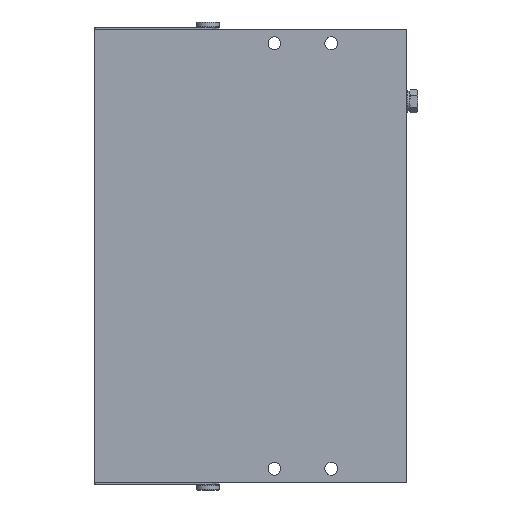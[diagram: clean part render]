
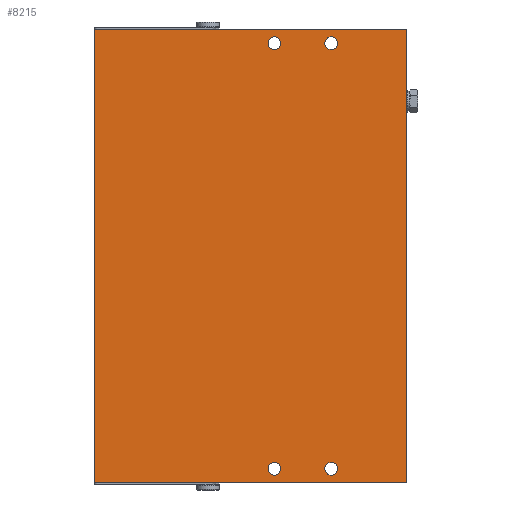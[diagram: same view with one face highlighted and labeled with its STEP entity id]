
A CAD part, front view. The second image highlights one B-rep face of the part: STEP entity #8215.
In plain terms, the highlighted planar face has unit normal (0, -1, 0).
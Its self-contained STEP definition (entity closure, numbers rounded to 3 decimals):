
#527=LINE('',#13198,#1130);
#541=LINE('',#13274,#1144);
#542=LINE('',#13284,#1145);
#543=LINE('',#13286,#1146);
#1130=VECTOR('',#10464,1000.);
#1144=VECTOR('',#10508,1000.);
#1145=VECTOR('',#10519,1000.);
#1146=VECTOR('',#10520,1000.);
#1895=ORIENTED_EDGE('',*,*,#4050,.T.);
#1896=ORIENTED_EDGE('',*,*,#4051,.T.);
#1897=ORIENTED_EDGE('',*,*,#4052,.T.);
#1898=ORIENTED_EDGE('',*,*,#4053,.T.);
#1899=ORIENTED_EDGE('',*,*,#4054,.T.);
#1900=ORIENTED_EDGE('',*,*,#4055,.F.);
#1901=ORIENTED_EDGE('',*,*,#4023,.F.);
#1902=ORIENTED_EDGE('',*,*,#4049,.T.);
#4023=EDGE_CURVE('',#5104,#5091,#527,.T.);
#4049=EDGE_CURVE('',#5104,#5125,#541,.T.);
#4050=EDGE_CURVE('',#5126,#5126,#5798,.T.);
#4051=EDGE_CURVE('',#5127,#5127,#5799,.T.);
#4052=EDGE_CURVE('',#5128,#5128,#5800,.T.);
#4053=EDGE_CURVE('',#5129,#5129,#5801,.T.);
#4054=EDGE_CURVE('',#5125,#5130,#542,.T.);
#4055=EDGE_CURVE('',#5091,#5130,#543,.T.);
#5091=VERTEX_POINT('',#13171);
#5104=VERTEX_POINT('',#13197);
#5125=VERTEX_POINT('',#13273);
#5126=VERTEX_POINT('',#13277);
#5127=VERTEX_POINT('',#13279);
#5128=VERTEX_POINT('',#13281);
#5129=VERTEX_POINT('',#13283);
#5130=VERTEX_POINT('',#13285);
#5798=CIRCLE('',#9211,2.25);
#5799=CIRCLE('',#9212,2.25);
#5800=CIRCLE('',#9213,2.25);
#5801=CIRCLE('',#9214,2.25);
#6216=EDGE_LOOP('',(#1895));
#6217=EDGE_LOOP('',(#1896));
#6218=EDGE_LOOP('',(#1897));
#6219=EDGE_LOOP('',(#1898));
#6220=EDGE_LOOP('',(#1899,#1900,#1901,#1902));
#7119=FACE_BOUND('',#6216,.T.);
#7120=FACE_BOUND('',#6217,.T.);
#7121=FACE_BOUND('',#6218,.T.);
#7122=FACE_BOUND('',#6219,.T.);
#7123=FACE_BOUND('',#6220,.T.);
#7924=PLANE('',#9210);
#8215=ADVANCED_FACE('',(#7119,#7120,#7121,#7122,#7123),#7924,.F.);
#9210=AXIS2_PLACEMENT_3D('',#13275,#10509,#10510);
#9211=AXIS2_PLACEMENT_3D('',#13276,#10511,#10512);
#9212=AXIS2_PLACEMENT_3D('',#13278,#10513,#10514);
#9213=AXIS2_PLACEMENT_3D('',#13280,#10515,#10516);
#9214=AXIS2_PLACEMENT_3D('',#13282,#10517,#10518);
#10464=DIRECTION('',(1.,0.,0.));
#10508=DIRECTION('',(0.,0.,-1.));
#10509=DIRECTION('',(0.,1.,0.));
#10510=DIRECTION('',(0.,0.,1.));
#10511=DIRECTION('',(0.,1.,0.));
#10512=DIRECTION('',(0.,0.,1.));
#10513=DIRECTION('',(0.,1.,0.));
#10514=DIRECTION('',(0.,0.,1.));
#10515=DIRECTION('',(0.,1.,0.));
#10516=DIRECTION('',(0.,0.,1.));
#10517=DIRECTION('',(0.,1.,0.));
#10518=DIRECTION('',(0.,0.,1.));
#10519=DIRECTION('',(1.,0.,0.));
#10520=DIRECTION('',(0.,0.,-1.));
#13171=CARTESIAN_POINT('',(110.,-33.8,160.));
#13197=CARTESIAN_POINT('',(0.,-33.8,160.));
#13198=CARTESIAN_POINT('',(0.,-33.8,160.));
#13273=CARTESIAN_POINT('',(0.,-33.8,0.));
#13274=CARTESIAN_POINT('',(0.,-33.8,160.));
#13275=CARTESIAN_POINT('',(0.,-33.8,160.));
#13276=CARTESIAN_POINT('',(46.5,-33.8,5.));
#13277=CARTESIAN_POINT('',(46.5,-33.8,7.25));
#13278=CARTESIAN_POINT('',(26.5,-33.8,155.));
#13279=CARTESIAN_POINT('',(26.5,-33.8,157.25));
#13280=CARTESIAN_POINT('',(46.5,-33.8,155.));
#13281=CARTESIAN_POINT('',(46.5,-33.8,157.25));
#13282=CARTESIAN_POINT('',(26.5,-33.8,5.));
#13283=CARTESIAN_POINT('',(26.5,-33.8,7.25));
#13284=CARTESIAN_POINT('',(0.,-33.8,0.));
#13285=CARTESIAN_POINT('',(110.,-33.8,0.));
#13286=CARTESIAN_POINT('',(110.,-33.8,160.));
